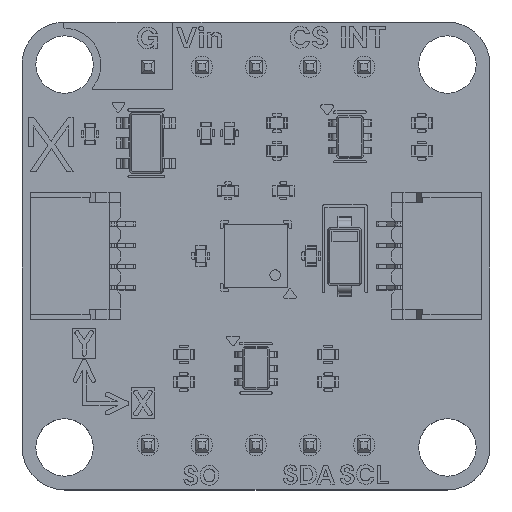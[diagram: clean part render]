
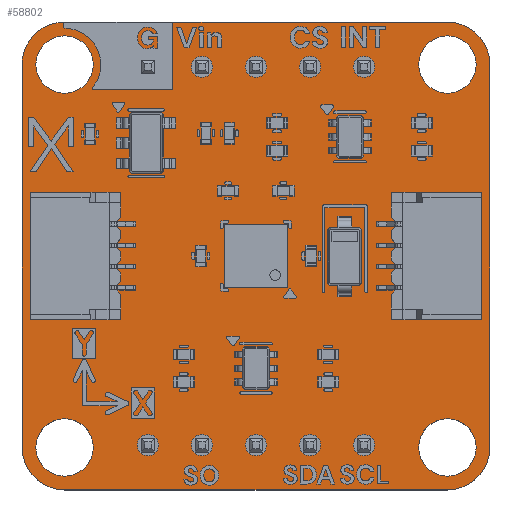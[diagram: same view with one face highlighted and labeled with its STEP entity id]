
A CAD part, top view. The second image highlights one B-rep face of the part: STEP entity #58802.
In plain terms, the highlighted planar face has unit normal (0, 0, 1).
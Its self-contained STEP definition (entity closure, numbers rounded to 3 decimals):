
#58499 = VERTEX_POINT('',#58500);
#58500 = CARTESIAN_POINT('',(9.,11.,1.51));
#58506 = EDGE_CURVE('',#58499,#58507,#58509,.T.);
#58507 = VERTEX_POINT('',#58508);
#58508 = CARTESIAN_POINT('',(11.,9.,1.51));
#58509 = CIRCLE('',#58510,2.);
#58510 = AXIS2_PLACEMENT_3D('',#58511,#58512,#58513);
#58511 = CARTESIAN_POINT('',(9.,9.,1.51));
#58512 = DIRECTION('',(0.,0.,-1.));
#58513 = DIRECTION('',(0.,1.,0.));
#58541 = VERTEX_POINT('',#58542);
#58542 = CARTESIAN_POINT('',(-8.991,11.,1.51));
#58548 = EDGE_CURVE('',#58541,#58499,#58549,.T.);
#58549 = LINE('',#58550,#58551);
#58550 = CARTESIAN_POINT('',(-8.991,11.,1.51));
#58551 = VECTOR('',#58552,1.);
#58552 = DIRECTION('',(1.,0.,0.));
#58570 = EDGE_CURVE('',#58507,#58571,#58573,.T.);
#58571 = VERTEX_POINT('',#58572);
#58572 = CARTESIAN_POINT('',(11.,-9.,1.51));
#58573 = LINE('',#58574,#58575);
#58574 = CARTESIAN_POINT('',(11.,9.,1.51));
#58575 = VECTOR('',#58576,1.);
#58576 = DIRECTION('',(0.,-1.,0.));
#58802 = ADVANCED_FACE('',(#58803,#58849,#58860,#58871,#58882,#58893,
    #58904,#58915,#58926,#58937,#58948,#58959,#58970,#58981,#58992),
  #59003,.T.);
#58803 = FACE_BOUND('',#58804,.T.);
#58804 = EDGE_LOOP('',(#58805,#58806,#58807,#58816,#58824,#58833,#58841,
    #58848));
#58805 = ORIENTED_EDGE('',*,*,#58506,.F.);
#58806 = ORIENTED_EDGE('',*,*,#58548,.F.);
#58807 = ORIENTED_EDGE('',*,*,#58808,.F.);
#58808 = EDGE_CURVE('',#58809,#58541,#58811,.T.);
#58809 = VERTEX_POINT('',#58810);
#58810 = CARTESIAN_POINT('',(-11.,9.,1.51));
#58811 = CIRCLE('',#58812,2.);
#58812 = AXIS2_PLACEMENT_3D('',#58813,#58814,#58815);
#58813 = CARTESIAN_POINT('',(-9.,9.,1.51));
#58814 = DIRECTION('',(0.,0.,-1.));
#58815 = DIRECTION('',(-1.,0.,-0.));
#58816 = ORIENTED_EDGE('',*,*,#58817,.F.);
#58817 = EDGE_CURVE('',#58818,#58809,#58820,.T.);
#58818 = VERTEX_POINT('',#58819);
#58819 = CARTESIAN_POINT('',(-11.,-9.,1.51));
#58820 = LINE('',#58821,#58822);
#58821 = CARTESIAN_POINT('',(-11.,-9.,1.51));
#58822 = VECTOR('',#58823,1.);
#58823 = DIRECTION('',(0.,1.,0.));
#58824 = ORIENTED_EDGE('',*,*,#58825,.F.);
#58825 = EDGE_CURVE('',#58826,#58818,#58828,.T.);
#58826 = VERTEX_POINT('',#58827);
#58827 = CARTESIAN_POINT('',(-9.,-11.,1.51));
#58828 = CIRCLE('',#58829,2.);
#58829 = AXIS2_PLACEMENT_3D('',#58830,#58831,#58832);
#58830 = CARTESIAN_POINT('',(-9.,-9.,1.51));
#58831 = DIRECTION('',(0.,0.,-1.));
#58832 = DIRECTION('',(0.,-1.,0.));
#58833 = ORIENTED_EDGE('',*,*,#58834,.F.);
#58834 = EDGE_CURVE('',#58835,#58826,#58837,.T.);
#58835 = VERTEX_POINT('',#58836);
#58836 = CARTESIAN_POINT('',(9.,-11.,1.51));
#58837 = LINE('',#58838,#58839);
#58838 = CARTESIAN_POINT('',(9.,-11.,1.51));
#58839 = VECTOR('',#58840,1.);
#58840 = DIRECTION('',(-1.,0.,0.));
#58841 = ORIENTED_EDGE('',*,*,#58842,.F.);
#58842 = EDGE_CURVE('',#58571,#58835,#58843,.T.);
#58843 = CIRCLE('',#58844,2.);
#58844 = AXIS2_PLACEMENT_3D('',#58845,#58846,#58847);
#58845 = CARTESIAN_POINT('',(9.,-9.,1.51));
#58846 = DIRECTION('',(0.,0.,-1.));
#58847 = DIRECTION('',(1.,0.,0.));
#58848 = ORIENTED_EDGE('',*,*,#58570,.F.);
#58849 = FACE_BOUND('',#58850,.T.);
#58850 = EDGE_LOOP('',(#58851));
#58851 = ORIENTED_EDGE('',*,*,#58852,.T.);
#58852 = EDGE_CURVE('',#58853,#58853,#58855,.T.);
#58853 = VERTEX_POINT('',#58854);
#58854 = CARTESIAN_POINT('',(-9.,-10.35,1.51));
#58855 = CIRCLE('',#58856,1.35);
#58856 = AXIS2_PLACEMENT_3D('',#58857,#58858,#58859);
#58857 = CARTESIAN_POINT('',(-9.,-9.,1.51));
#58858 = DIRECTION('',(-0.,0.,-1.));
#58859 = DIRECTION('',(-0.,-1.,0.));
#58860 = FACE_BOUND('',#58861,.T.);
#58861 = EDGE_LOOP('',(#58862));
#58862 = ORIENTED_EDGE('',*,*,#58863,.T.);
#58863 = EDGE_CURVE('',#58864,#58864,#58866,.T.);
#58864 = VERTEX_POINT('',#58865);
#58865 = CARTESIAN_POINT('',(-5.08,-9.39,1.51));
#58866 = CIRCLE('',#58867,0.5);
#58867 = AXIS2_PLACEMENT_3D('',#58868,#58869,#58870);
#58868 = CARTESIAN_POINT('',(-5.08,-8.89,1.51));
#58869 = DIRECTION('',(-0.,0.,-1.));
#58870 = DIRECTION('',(-0.,-1.,0.));
#58871 = FACE_BOUND('',#58872,.T.);
#58872 = EDGE_LOOP('',(#58873));
#58873 = ORIENTED_EDGE('',*,*,#58874,.T.);
#58874 = EDGE_CURVE('',#58875,#58875,#58877,.T.);
#58875 = VERTEX_POINT('',#58876);
#58876 = CARTESIAN_POINT('',(-2.54,-9.39,1.51));
#58877 = CIRCLE('',#58878,0.5);
#58878 = AXIS2_PLACEMENT_3D('',#58879,#58880,#58881);
#58879 = CARTESIAN_POINT('',(-2.54,-8.89,1.51));
#58880 = DIRECTION('',(-0.,0.,-1.));
#58881 = DIRECTION('',(-0.,-1.,0.));
#58882 = FACE_BOUND('',#58883,.T.);
#58883 = EDGE_LOOP('',(#58884));
#58884 = ORIENTED_EDGE('',*,*,#58885,.T.);
#58885 = EDGE_CURVE('',#58886,#58886,#58888,.T.);
#58886 = VERTEX_POINT('',#58887);
#58887 = CARTESIAN_POINT('',(0.,-9.39,1.51));
#58888 = CIRCLE('',#58889,0.5);
#58889 = AXIS2_PLACEMENT_3D('',#58890,#58891,#58892);
#58890 = CARTESIAN_POINT('',(0.,-8.89,1.51));
#58891 = DIRECTION('',(-0.,0.,-1.));
#58892 = DIRECTION('',(0.,-1.,-0.));
#58893 = FACE_BOUND('',#58894,.T.);
#58894 = EDGE_LOOP('',(#58895));
#58895 = ORIENTED_EDGE('',*,*,#58896,.T.);
#58896 = EDGE_CURVE('',#58897,#58897,#58899,.T.);
#58897 = VERTEX_POINT('',#58898);
#58898 = CARTESIAN_POINT('',(2.54,-9.39,1.51));
#58899 = CIRCLE('',#58900,0.5);
#58900 = AXIS2_PLACEMENT_3D('',#58901,#58902,#58903);
#58901 = CARTESIAN_POINT('',(2.54,-8.89,1.51));
#58902 = DIRECTION('',(-0.,0.,-1.));
#58903 = DIRECTION('',(-0.,-1.,0.));
#58904 = FACE_BOUND('',#58905,.T.);
#58905 = EDGE_LOOP('',(#58906));
#58906 = ORIENTED_EDGE('',*,*,#58907,.T.);
#58907 = EDGE_CURVE('',#58908,#58908,#58910,.T.);
#58908 = VERTEX_POINT('',#58909);
#58909 = CARTESIAN_POINT('',(5.08,-9.39,1.51));
#58910 = CIRCLE('',#58911,0.5);
#58911 = AXIS2_PLACEMENT_3D('',#58912,#58913,#58914);
#58912 = CARTESIAN_POINT('',(5.08,-8.89,1.51));
#58913 = DIRECTION('',(-0.,0.,-1.));
#58914 = DIRECTION('',(-0.,-1.,0.));
#58915 = FACE_BOUND('',#58916,.T.);
#58916 = EDGE_LOOP('',(#58917));
#58917 = ORIENTED_EDGE('',*,*,#58918,.T.);
#58918 = EDGE_CURVE('',#58919,#58919,#58921,.T.);
#58919 = VERTEX_POINT('',#58920);
#58920 = CARTESIAN_POINT('',(9.,-10.35,1.51));
#58921 = CIRCLE('',#58922,1.35);
#58922 = AXIS2_PLACEMENT_3D('',#58923,#58924,#58925);
#58923 = CARTESIAN_POINT('',(9.,-9.,1.51));
#58924 = DIRECTION('',(-0.,0.,-1.));
#58925 = DIRECTION('',(-0.,-1.,0.));
#58926 = FACE_BOUND('',#58927,.T.);
#58927 = EDGE_LOOP('',(#58928));
#58928 = ORIENTED_EDGE('',*,*,#58929,.T.);
#58929 = EDGE_CURVE('',#58930,#58930,#58932,.T.);
#58930 = VERTEX_POINT('',#58931);
#58931 = CARTESIAN_POINT('',(-9.,7.65,1.51));
#58932 = CIRCLE('',#58933,1.35);
#58933 = AXIS2_PLACEMENT_3D('',#58934,#58935,#58936);
#58934 = CARTESIAN_POINT('',(-9.,9.,1.51));
#58935 = DIRECTION('',(-0.,0.,-1.));
#58936 = DIRECTION('',(-0.,-1.,0.));
#58937 = FACE_BOUND('',#58938,.T.);
#58938 = EDGE_LOOP('',(#58939));
#58939 = ORIENTED_EDGE('',*,*,#58940,.T.);
#58940 = EDGE_CURVE('',#58941,#58941,#58943,.T.);
#58941 = VERTEX_POINT('',#58942);
#58942 = CARTESIAN_POINT('',(-5.08,8.39,1.51));
#58943 = CIRCLE('',#58944,0.5);
#58944 = AXIS2_PLACEMENT_3D('',#58945,#58946,#58947);
#58945 = CARTESIAN_POINT('',(-5.08,8.89,1.51));
#58946 = DIRECTION('',(-0.,0.,-1.));
#58947 = DIRECTION('',(-0.,-1.,0.));
#58948 = FACE_BOUND('',#58949,.T.);
#58949 = EDGE_LOOP('',(#58950));
#58950 = ORIENTED_EDGE('',*,*,#58951,.T.);
#58951 = EDGE_CURVE('',#58952,#58952,#58954,.T.);
#58952 = VERTEX_POINT('',#58953);
#58953 = CARTESIAN_POINT('',(-2.54,8.39,1.51));
#58954 = CIRCLE('',#58955,0.5);
#58955 = AXIS2_PLACEMENT_3D('',#58956,#58957,#58958);
#58956 = CARTESIAN_POINT('',(-2.54,8.89,1.51));
#58957 = DIRECTION('',(-0.,0.,-1.));
#58958 = DIRECTION('',(-0.,-1.,0.));
#58959 = FACE_BOUND('',#58960,.T.);
#58960 = EDGE_LOOP('',(#58961));
#58961 = ORIENTED_EDGE('',*,*,#58962,.T.);
#58962 = EDGE_CURVE('',#58963,#58963,#58965,.T.);
#58963 = VERTEX_POINT('',#58964);
#58964 = CARTESIAN_POINT('',(0.,8.39,1.51));
#58965 = CIRCLE('',#58966,0.5);
#58966 = AXIS2_PLACEMENT_3D('',#58967,#58968,#58969);
#58967 = CARTESIAN_POINT('',(0.,8.89,1.51));
#58968 = DIRECTION('',(-0.,0.,-1.));
#58969 = DIRECTION('',(0.,-1.,-0.));
#58970 = FACE_BOUND('',#58971,.T.);
#58971 = EDGE_LOOP('',(#58972));
#58972 = ORIENTED_EDGE('',*,*,#58973,.T.);
#58973 = EDGE_CURVE('',#58974,#58974,#58976,.T.);
#58974 = VERTEX_POINT('',#58975);
#58975 = CARTESIAN_POINT('',(2.54,8.39,1.51));
#58976 = CIRCLE('',#58977,0.5);
#58977 = AXIS2_PLACEMENT_3D('',#58978,#58979,#58980);
#58978 = CARTESIAN_POINT('',(2.54,8.89,1.51));
#58979 = DIRECTION('',(-0.,0.,-1.));
#58980 = DIRECTION('',(-0.,-1.,0.));
#58981 = FACE_BOUND('',#58982,.T.);
#58982 = EDGE_LOOP('',(#58983));
#58983 = ORIENTED_EDGE('',*,*,#58984,.T.);
#58984 = EDGE_CURVE('',#58985,#58985,#58987,.T.);
#58985 = VERTEX_POINT('',#58986);
#58986 = CARTESIAN_POINT('',(5.08,8.39,1.51));
#58987 = CIRCLE('',#58988,0.5);
#58988 = AXIS2_PLACEMENT_3D('',#58989,#58990,#58991);
#58989 = CARTESIAN_POINT('',(5.08,8.89,1.51));
#58990 = DIRECTION('',(-0.,0.,-1.));
#58991 = DIRECTION('',(-0.,-1.,0.));
#58992 = FACE_BOUND('',#58993,.T.);
#58993 = EDGE_LOOP('',(#58994));
#58994 = ORIENTED_EDGE('',*,*,#58995,.T.);
#58995 = EDGE_CURVE('',#58996,#58996,#58998,.T.);
#58996 = VERTEX_POINT('',#58997);
#58997 = CARTESIAN_POINT('',(9.,7.65,1.51));
#58998 = CIRCLE('',#58999,1.35);
#58999 = AXIS2_PLACEMENT_3D('',#59000,#59001,#59002);
#59000 = CARTESIAN_POINT('',(9.,9.,1.51));
#59001 = DIRECTION('',(-0.,0.,-1.));
#59002 = DIRECTION('',(-0.,-1.,0.));
#59003 = PLANE('',#59004);
#59004 = AXIS2_PLACEMENT_3D('',#59005,#59006,#59007);
#59005 = CARTESIAN_POINT('',(0.,0.,1.51));
#59006 = DIRECTION('',(0.,0.,1.));
#59007 = DIRECTION('',(1.,0.,-0.));
